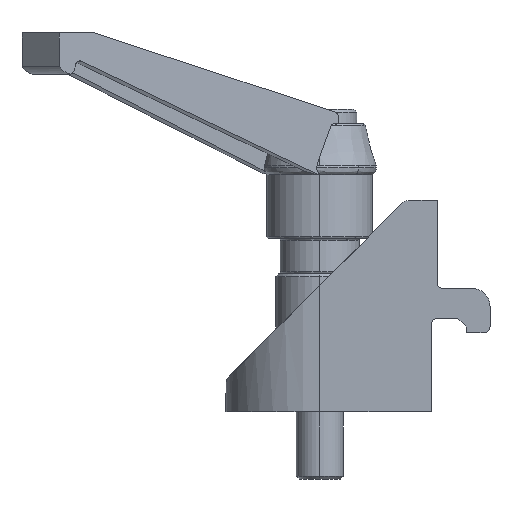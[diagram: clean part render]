
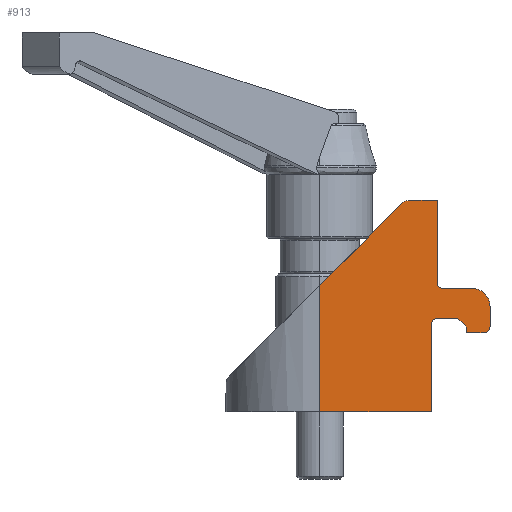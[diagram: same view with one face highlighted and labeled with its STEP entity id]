
A CAD part, left-side view. The second image highlights one B-rep face of the part: STEP entity #913.
In plain terms, the highlighted planar face has unit normal (-1, 0, 0).
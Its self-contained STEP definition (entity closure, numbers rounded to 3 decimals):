
#20 = VERTEX_POINT ( 'NONE', #1086 ) ;
#95 = CARTESIAN_POINT ( 'NONE',  ( 0., 10., 0. ) ) ;
#137 = EDGE_CURVE ( 'NONE', #2069, #462, #2486, .T. ) ;
#188 = EDGE_CURVE ( 'NONE', #4114, #2317, #3786, .T. ) ;
#192 = LINE ( 'NONE', #2521, #1793 ) ;
#194 = VERTEX_POINT ( 'NONE', #703 ) ;
#205 = DIRECTION ( 'NONE',  ( 0., -0.707, 0.707 ) ) ;
#234 = AXIS2_PLACEMENT_3D ( 'NONE', #1722, #2709, #756 ) ;
#273 = EDGE_CURVE ( 'NONE', #2298, #3688, #1266, .T. ) ;
#326 = VECTOR ( 'NONE', #205, 1000. ) ;
#400 = DIRECTION ( 'NONE',  ( 0., 0., -1. ) ) ;
#432 = CIRCLE ( 'NONE', #2202, 2. ) ;
#462 = VERTEX_POINT ( 'NONE', #4161 ) ;
#540 = VECTOR ( 'NONE', #3608, 1000. ) ;
#573 = VERTEX_POINT ( 'NONE', #2945 ) ;
#577 = CARTESIAN_POINT ( 'NONE',  ( 0., 8., 20.95 ) ) ;
#580 = VECTOR ( 'NONE', #909, 1000. ) ;
#621 = ORIENTED_EDGE ( 'NONE', *, *, #3371, .T. ) ;
#681 = LINE ( 'NONE', #1361, #3235 ) ;
#700 = CARTESIAN_POINT ( 'NONE',  ( 0., 0., 17.95 ) ) ;
#703 = CARTESIAN_POINT ( 'NONE',  ( 0., 29., 0. ) ) ;
#744 = DIRECTION ( 'NONE',  ( 0., 0., -1. ) ) ;
#756 = DIRECTION ( 'NONE',  ( 0., 0., -1. ) ) ;
#855 = DIRECTION ( 'NONE',  ( 0., -1., 0. ) ) ;
#859 = ORIENTED_EDGE ( 'NONE', *, *, #1078, .T. ) ;
#897 = CARTESIAN_POINT ( 'NONE',  ( 0., 4., 13.45 ) ) ;
#900 = ORIENTED_EDGE ( 'NONE', *, *, #2942, .F. ) ;
#909 = DIRECTION ( 'NONE',  ( 0., 0., -1. ) ) ;
#913 = ADVANCED_FACE ( 'NONE', ( #3397 ), #2694, .F. ) ;
#930 = ORIENTED_EDGE ( 'NONE', *, *, #1367, .F. ) ;
#963 = ORIENTED_EDGE ( 'NONE', *, *, #2018, .F. ) ;
#982 = CARTESIAN_POINT ( 'NONE',  ( 0., 10., 14.9 ) ) ;
#1007 = DIRECTION ( 'NONE',  ( 0., 0., -1. ) ) ;
#1034 = DIRECTION ( 'NONE',  ( 0., -1., 0. ) ) ;
#1042 = ORIENTED_EDGE ( 'NONE', *, *, #2075, .F. ) ;
#1078 = EDGE_CURVE ( 'NONE', #194, #3945, #3859, .T. ) ;
#1086 = CARTESIAN_POINT ( 'NONE',  ( 0., 3., 20.95 ) ) ;
#1136 = AXIS2_PLACEMENT_3D ( 'NONE', #1359, #2044, #744 ) ;
#1141 = DIRECTION ( 'NONE',  ( 0., 0., -1. ) ) ;
#1245 = CARTESIAN_POINT ( 'NONE',  ( 0., 0., 14.45 ) ) ;
#1266 = CIRCLE ( 'NONE', #4026, 1. ) ;
#1284 = LINE ( 'NONE', #3717, #1838 ) ;
#1332 = CARTESIAN_POINT ( 'NONE',  ( 0., 9., 36. ) ) ;
#1359 = CARTESIAN_POINT ( 'NONE',  ( 0., 13.65, 34. ) ) ;
#1361 = CARTESIAN_POINT ( 'NONE',  ( 0., 0., 34. ) ) ;
#1367 = EDGE_CURVE ( 'NONE', #3041, #4011, #3594, .T. ) ;
#1376 = EDGE_CURVE ( 'NONE', #194, #3041, #3292, .T. ) ;
#1400 = LINE ( 'NONE', #2308, #540 ) ;
#1440 = VERTEX_POINT ( 'NONE', #577 ) ;
#1448 = LINE ( 'NONE', #897, #580 ) ;
#1480 = DIRECTION ( 'NONE',  ( 0., 1., 0. ) ) ;
#1489 = ORIENTED_EDGE ( 'NONE', *, *, #3865, .T. ) ;
#1490 = ORIENTED_EDGE ( 'NONE', *, *, #4029, .F. ) ;
#1491 = CIRCLE ( 'NONE', #4209, 1. ) ;
#1589 = ORIENTED_EDGE ( 'NONE', *, *, #188, .F. ) ;
#1617 = ORIENTED_EDGE ( 'NONE', *, *, #137, .F. ) ;
#1652 = DIRECTION ( 'NONE',  ( 0., -1., 0. ) ) ;
#1657 = ORIENTED_EDGE ( 'NONE', *, *, #1376, .F. ) ;
#1674 = LINE ( 'NONE', #3103, #2811 ) ;
#1722 = CARTESIAN_POINT ( 'NONE',  ( 0., 1., 14.45 ) ) ;
#1752 = EDGE_CURVE ( 'NONE', #3943, #573, #3037, .T. ) ;
#1793 = VECTOR ( 'NONE', #855, 1000. ) ;
#1816 = CARTESIAN_POINT ( 'NONE',  ( 0., 29., 34. ) ) ;
#1826 = VECTOR ( 'NONE', #1652, 1000. ) ;
#1838 = VECTOR ( 'NONE', #1480, 1000. ) ;
#1867 = CARTESIAN_POINT ( 'NONE',  ( 0., 4., 14.4 ) ) ;
#1950 = DIRECTION ( 'NONE',  ( 0., 0., -1. ) ) ;
#1951 = VECTOR ( 'NONE', #1034, 1000. ) ;
#1979 = CARTESIAN_POINT ( 'NONE',  ( 0., 29., 21.478 ) ) ;
#1999 = CARTESIAN_POINT ( 'NONE',  ( 0., 13.65, 36. ) ) ;
#2018 = EDGE_CURVE ( 'NONE', #573, #3688, #1284, .T. ) ;
#2044 = DIRECTION ( 'NONE',  ( 1., 0., 0. ) ) ;
#2053 = DIRECTION ( 'NONE',  ( 1., 0., 0. ) ) ;
#2069 = VERTEX_POINT ( 'NONE', #2086 ) ;
#2075 = EDGE_CURVE ( 'NONE', #4011, #4114, #432, .T. ) ;
#2086 = CARTESIAN_POINT ( 'NONE',  ( 0., 1., 13.45 ) ) ;
#2106 = EDGE_CURVE ( 'NONE', #1440, #20, #192, .T. ) ;
#2147 = CARTESIAN_POINT ( 'NONE',  ( 0., 29., 21.478 ) ) ;
#2193 = CARTESIAN_POINT ( 'NONE',  ( 0., 13.65, 34. ) ) ;
#2202 = AXIS2_PLACEMENT_3D ( 'NONE', #2193, #2796, #2852 ) ;
#2221 = CARTESIAN_POINT ( 'NONE',  ( 0., 13.65, 36. ) ) ;
#2298 = VERTEX_POINT ( 'NONE', #982 ) ;
#2308 = CARTESIAN_POINT ( 'NONE',  ( 0., 10., 34. ) ) ;
#2310 = CARTESIAN_POINT ( 'NONE',  ( 0., 4., 14.4 ) ) ;
#2317 = VERTEX_POINT ( 'NONE', #1332 ) ;
#2320 = ORIENTED_EDGE ( 'NONE', *, *, #1752, .F. ) ;
#2340 = CIRCLE ( 'NONE', #234, 1. ) ;
#2359 = ORIENTED_EDGE ( 'NONE', *, *, #273, .T. ) ;
#2383 = CARTESIAN_POINT ( 'NONE',  ( 0., 3., 17.95 ) ) ;
#2387 = AXIS2_PLACEMENT_3D ( 'NONE', #2383, #2053, #400 ) ;
#2468 = DIRECTION ( 'NONE',  ( 0., 0., 1. ) ) ;
#2476 = EDGE_CURVE ( 'NONE', #20, #3875, #3950, .T. ) ;
#2486 = LINE ( 'NONE', #3551, #4200 ) ;
#2521 = CARTESIAN_POINT ( 'NONE',  ( 0., 13.65, 20.95 ) ) ;
#2690 = CARTESIAN_POINT ( 'NONE',  ( 0., 9., 21.95 ) ) ;
#2694 = PLANE ( 'NONE',  #1136 ) ;
#2709 = DIRECTION ( 'NONE',  ( 1., 0., 0. ) ) ;
#2715 = DIRECTION ( 'NONE',  ( 1., 0., 0. ) ) ;
#2796 = DIRECTION ( 'NONE',  ( 1., 0., 0. ) ) ;
#2811 = VECTOR ( 'NONE', #1141, 1000. ) ;
#2852 = DIRECTION ( 'NONE',  ( 0., 0., -1. ) ) ;
#2883 = EDGE_LOOP ( 'NONE', ( #859, #3462, #2359, #963, #2320, #621, #1617, #900, #3336, #4068, #4018, #1489, #1490, #1589, #1042, #930, #1657 ) ) ;
#2942 = EDGE_CURVE ( 'NONE', #3451, #2069, #2340, .T. ) ;
#2945 = CARTESIAN_POINT ( 'NONE',  ( 0., 5.5, 15.9 ) ) ;
#2968 = EDGE_CURVE ( 'NONE', #2298, #3945, #1400, .T. ) ;
#3032 = EDGE_CURVE ( 'NONE', #3875, #3451, #681, .T. ) ;
#3037 = LINE ( 'NONE', #1867, #3145 ) ;
#3041 = VERTEX_POINT ( 'NONE', #1979 ) ;
#3103 = CARTESIAN_POINT ( 'NONE',  ( 0., 9., 34. ) ) ;
#3145 = VECTOR ( 'NONE', #3869, 1000. ) ;
#3235 = VECTOR ( 'NONE', #1007, 1000. ) ;
#3292 = LINE ( 'NONE', #1816, #4217 ) ;
#3298 = CARTESIAN_POINT ( 'NONE',  ( 0., 8., 21.95 ) ) ;
#3336 = ORIENTED_EDGE ( 'NONE', *, *, #3032, .F. ) ;
#3371 = EDGE_CURVE ( 'NONE', #3943, #462, #1448, .T. ) ;
#3396 = DIRECTION ( 'NONE',  ( 0., 0., -1. ) ) ;
#3397 = FACE_OUTER_BOUND ( 'NONE', #2883, .T. ) ;
#3451 = VERTEX_POINT ( 'NONE', #1245 ) ;
#3462 = ORIENTED_EDGE ( 'NONE', *, *, #2968, .F. ) ;
#3542 = CARTESIAN_POINT ( 'NONE',  ( 0., 9., 15.9 ) ) ;
#3551 = CARTESIAN_POINT ( 'NONE',  ( 0., 13.65, 13.45 ) ) ;
#3589 = DIRECTION ( 'NONE',  ( 1., 0., 0. ) ) ;
#3594 = LINE ( 'NONE', #2147, #326 ) ;
#3608 = DIRECTION ( 'NONE',  ( 0., 0., -1. ) ) ;
#3688 = VERTEX_POINT ( 'NONE', #3542 ) ;
#3715 = CARTESIAN_POINT ( 'NONE',  ( 0., 9., 14.9 ) ) ;
#3717 = CARTESIAN_POINT ( 'NONE',  ( 0., 13.65, 15.9 ) ) ;
#3764 = CARTESIAN_POINT ( 'NONE',  ( 0., 15.064, 35.414 ) ) ;
#3772 = VERTEX_POINT ( 'NONE', #2690 ) ;
#3786 = LINE ( 'NONE', #1999, #1826 ) ;
#3859 = LINE ( 'NONE', #3973, #1951 ) ;
#3865 = EDGE_CURVE ( 'NONE', #1440, #3772, #1491, .T. ) ;
#3869 = DIRECTION ( 'NONE',  ( 0., 0.707, 0.707 ) ) ;
#3875 = VERTEX_POINT ( 'NONE', #700 ) ;
#3900 = DIRECTION ( 'NONE',  ( 0., 1., 0. ) ) ;
#3943 = VERTEX_POINT ( 'NONE', #2310 ) ;
#3945 = VERTEX_POINT ( 'NONE', #95 ) ;
#3950 = CIRCLE ( 'NONE', #2387, 3. ) ;
#3973 = CARTESIAN_POINT ( 'NONE',  ( 0., 10., 0. ) ) ;
#4011 = VERTEX_POINT ( 'NONE', #3764 ) ;
#4018 = ORIENTED_EDGE ( 'NONE', *, *, #2106, .F. ) ;
#4026 = AXIS2_PLACEMENT_3D ( 'NONE', #3715, #2715, #3396 ) ;
#4029 = EDGE_CURVE ( 'NONE', #2317, #3772, #1674, .T. ) ;
#4068 = ORIENTED_EDGE ( 'NONE', *, *, #2476, .F. ) ;
#4114 = VERTEX_POINT ( 'NONE', #2221 ) ;
#4161 = CARTESIAN_POINT ( 'NONE',  ( 0., 4., 13.45 ) ) ;
#4200 = VECTOR ( 'NONE', #3900, 1000. ) ;
#4209 = AXIS2_PLACEMENT_3D ( 'NONE', #3298, #3589, #1950 ) ;
#4217 = VECTOR ( 'NONE', #2468, 1000. ) ;
